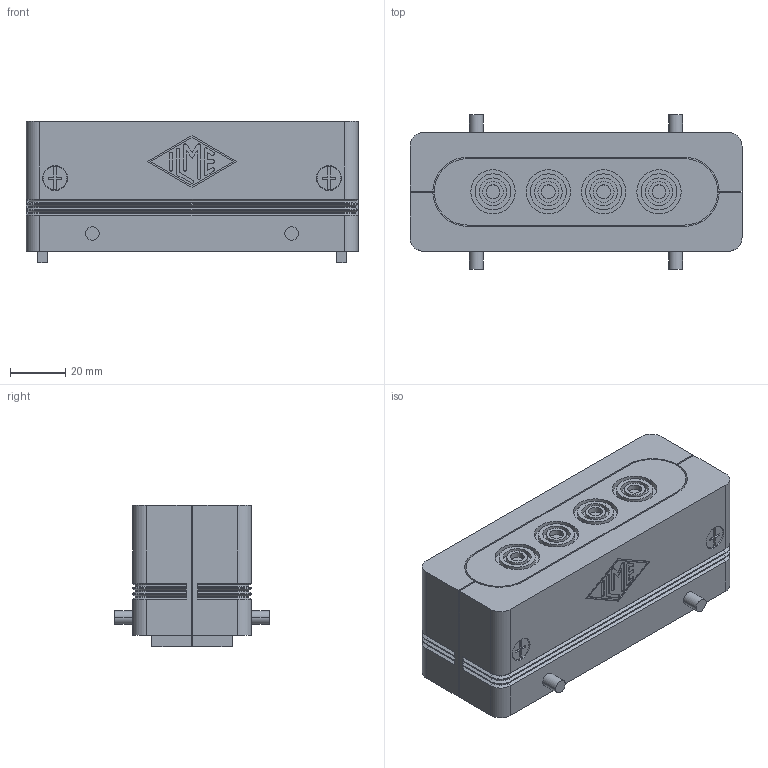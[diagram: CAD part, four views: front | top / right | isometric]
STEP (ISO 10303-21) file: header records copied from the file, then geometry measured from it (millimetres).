
FILE_DESCRIPTION((''),'2;1');
FILE_NAME('CYR 24.4.stp','2007-01-11T10:03:20',('gembarski'),(''),'Autodesk Inventor 7','Autodesk Inventor 7','');
FILE_SCHEMA(('AUTOMOTIVE_DESIGN { 1 0 10303 214 1 1 1 1 }'));
Length unit declared in the file: millimetre
Products named in the file (1): CYR 24.4
Bounding box: 120 x 56 x 51 mm (x, y, z)
Volume: 130577.8 mm3; surface area: 62630.6 mm2
Topology: 4 solids, 4 shells, 433 faces, 1075 edges, 682 vertices
Faces by surface type: plane 246, cylinder 118, bspline 57, cone 12
Entity records: 13055 total; most frequent: CARTESIAN_POINT 2670, ORIENTED_EDGE 2150, DIRECTION 2117, EDGE_CURVE 1075, VECTOR 787, LINE 787, VERTEX_POINT 682, AXIS2_PLACEMENT_3D 665
